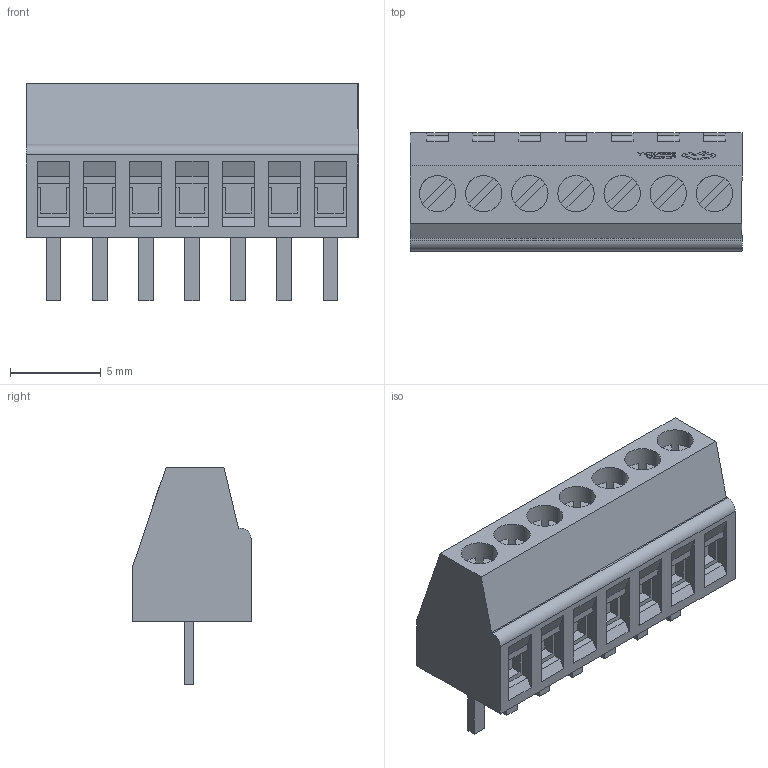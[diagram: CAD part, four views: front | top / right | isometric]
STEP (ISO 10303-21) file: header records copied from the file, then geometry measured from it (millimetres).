
FILE_DESCRIPTION (( 'STEP AP214' ), '1' );
FILE_NAME ('CONN-TH_XY308-2.54-7P.step', '2022-08-03T10:26:37', ( '' ), ( '' ), 'SwSTEP 2.0', 'SolidWorks 2020', '' );
FILE_SCHEMA (( 'AUTOMOTIVE_DESIGN' ));
Length unit declared in the file: millimetre
Products named in the file (1): CONN-TH_XY308-2.54-7P
Bounding box: 18.28 x 6.5 x 12 mm (x, y, z)
Volume: 797.9 mm3; surface area: 816.6 mm2
Topology: 14 solids, 14 shells, 525 faces, 1407 edges, 938 vertices
Faces by surface type: plane 389, bspline 114, cylinder 22
Entity records: 21595 total; most frequent: CARTESIAN_POINT 5233, ORIENTED_EDGE 2814, DIRECTION 2071, EDGE_CURVE 1407, LINE 1103, VECTOR 1103, VERTEX_POINT 938, EDGE_LOOP 565
